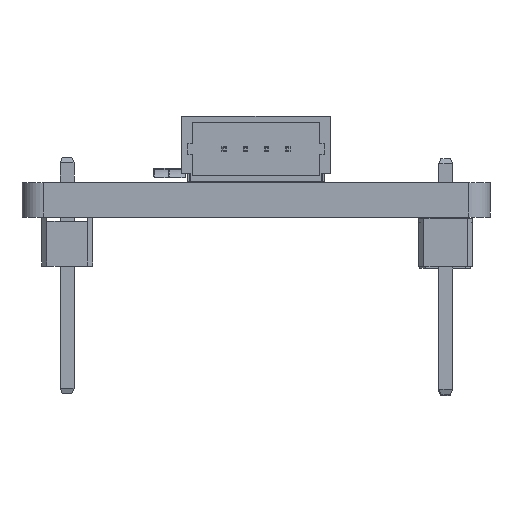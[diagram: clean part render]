
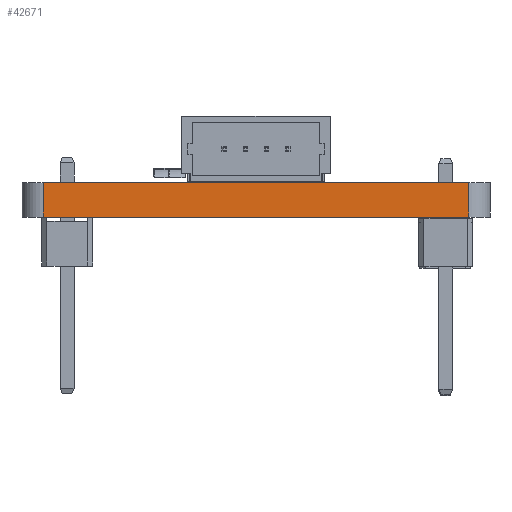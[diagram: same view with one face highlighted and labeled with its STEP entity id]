
A CAD part, front view. The second image highlights one B-rep face of the part: STEP entity #42671.
In plain terms, the highlighted planar face has unit normal (0, -1, 0).
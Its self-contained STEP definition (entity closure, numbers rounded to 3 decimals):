
#42671 = ADVANCED_FACE('',(#42672),#42686,.T.);
#42672 = FACE_BOUND('',#42673,.T.);
#42673 = EDGE_LOOP('',(#42674,#42709,#42737,#42765));
#42674 = ORIENTED_EDGE('',*,*,#42675,.T.);
#42675 = EDGE_CURVE('',#42676,#42678,#42680,.T.);
#42676 = VERTEX_POINT('',#42677);
#42677 = CARTESIAN_POINT('',(21.,0.,0.));
#42678 = VERTEX_POINT('',#42679);
#42679 = CARTESIAN_POINT('',(21.,0.,1.6));
#42680 = SURFACE_CURVE('',#42681,(#42685,#42697),.PCURVE_S1.);
#42681 = LINE('',#42682,#42683);
#42682 = CARTESIAN_POINT('',(21.,0.,0.));
#42683 = VECTOR('',#42684,1.);
#42684 = DIRECTION('',(0.,0.,1.));
#42685 = PCURVE('',#42686,#42691);
#42686 = PLANE('',#42687);
#42687 = AXIS2_PLACEMENT_3D('',#42688,#42689,#42690);
#42688 = CARTESIAN_POINT('',(21.,0.,0.));
#42689 = DIRECTION('',(0.,-1.,0.));
#42690 = DIRECTION('',(-1.,0.,0.));
#42691 = DEFINITIONAL_REPRESENTATION('',(#42692),#42696);
#42692 = LINE('',#42693,#42694);
#42693 = CARTESIAN_POINT('',(0.,-0.));
#42694 = VECTOR('',#42695,1.);
#42695 = DIRECTION('',(0.,-1.));
#42696 = ( GEOMETRIC_REPRESENTATION_CONTEXT(2) 
PARAMETRIC_REPRESENTATION_CONTEXT() REPRESENTATION_CONTEXT('2D SPACE',''
  ) );
#42697 = PCURVE('',#42698,#42703);
#42698 = CYLINDRICAL_SURFACE('',#42699,1.);
#42699 = AXIS2_PLACEMENT_3D('',#42700,#42701,#42702);
#42700 = CARTESIAN_POINT('',(21.,1.,0.));
#42701 = DIRECTION('',(-0.,-0.,-1.));
#42702 = DIRECTION('',(1.,0.,-0.));
#42703 = DEFINITIONAL_REPRESENTATION('',(#42704),#42708);
#42704 = LINE('',#42705,#42706);
#42705 = CARTESIAN_POINT('',(-4.712,0.));
#42706 = VECTOR('',#42707,1.);
#42707 = DIRECTION('',(-0.,-1.));
#42708 = ( GEOMETRIC_REPRESENTATION_CONTEXT(2) 
PARAMETRIC_REPRESENTATION_CONTEXT() REPRESENTATION_CONTEXT('2D SPACE',''
  ) );
#42709 = ORIENTED_EDGE('',*,*,#42710,.T.);
#42710 = EDGE_CURVE('',#42678,#42711,#42713,.T.);
#42711 = VERTEX_POINT('',#42712);
#42712 = CARTESIAN_POINT('',(1.,0.,1.6));
#42713 = SURFACE_CURVE('',#42714,(#42718,#42725),.PCURVE_S1.);
#42714 = LINE('',#42715,#42716);
#42715 = CARTESIAN_POINT('',(21.,0.,1.6));
#42716 = VECTOR('',#42717,1.);
#42717 = DIRECTION('',(-1.,-0.,0.));
#42718 = PCURVE('',#42686,#42719);
#42719 = DEFINITIONAL_REPRESENTATION('',(#42720),#42724);
#42720 = LINE('',#42721,#42722);
#42721 = CARTESIAN_POINT('',(0.,-1.6));
#42722 = VECTOR('',#42723,1.);
#42723 = DIRECTION('',(1.,0.));
#42724 = ( GEOMETRIC_REPRESENTATION_CONTEXT(2) 
PARAMETRIC_REPRESENTATION_CONTEXT() REPRESENTATION_CONTEXT('2D SPACE',''
  ) );
#42725 = PCURVE('',#42726,#42731);
#42726 = PLANE('',#42727);
#42727 = AXIS2_PLACEMENT_3D('',#42728,#42729,#42730);
#42728 = CARTESIAN_POINT('',(11.,11.,1.6));
#42729 = DIRECTION('',(-0.,-0.,-1.));
#42730 = DIRECTION('',(-1.,0.,0.));
#42731 = DEFINITIONAL_REPRESENTATION('',(#42732),#42736);
#42732 = LINE('',#42733,#42734);
#42733 = CARTESIAN_POINT('',(-10.,-11.));
#42734 = VECTOR('',#42735,1.);
#42735 = DIRECTION('',(1.,0.));
#42736 = ( GEOMETRIC_REPRESENTATION_CONTEXT(2) 
PARAMETRIC_REPRESENTATION_CONTEXT() REPRESENTATION_CONTEXT('2D SPACE',''
  ) );
#42737 = ORIENTED_EDGE('',*,*,#42738,.F.);
#42738 = EDGE_CURVE('',#42739,#42711,#42741,.T.);
#42739 = VERTEX_POINT('',#42740);
#42740 = CARTESIAN_POINT('',(1.,-0.,0.));
#42741 = SURFACE_CURVE('',#42742,(#42746,#42753),.PCURVE_S1.);
#42742 = LINE('',#42743,#42744);
#42743 = CARTESIAN_POINT('',(1.,-0.,0.));
#42744 = VECTOR('',#42745,1.);
#42745 = DIRECTION('',(0.,0.,1.));
#42746 = PCURVE('',#42686,#42747);
#42747 = DEFINITIONAL_REPRESENTATION('',(#42748),#42752);
#42748 = LINE('',#42749,#42750);
#42749 = CARTESIAN_POINT('',(20.,0.));
#42750 = VECTOR('',#42751,1.);
#42751 = DIRECTION('',(0.,-1.));
#42752 = ( GEOMETRIC_REPRESENTATION_CONTEXT(2) 
PARAMETRIC_REPRESENTATION_CONTEXT() REPRESENTATION_CONTEXT('2D SPACE',''
  ) );
#42753 = PCURVE('',#42754,#42759);
#42754 = CYLINDRICAL_SURFACE('',#42755,1.);
#42755 = AXIS2_PLACEMENT_3D('',#42756,#42757,#42758);
#42756 = CARTESIAN_POINT('',(1.,1.,0.));
#42757 = DIRECTION('',(-0.,-0.,-1.));
#42758 = DIRECTION('',(1.,0.,-0.));
#42759 = DEFINITIONAL_REPRESENTATION('',(#42760),#42764);
#42760 = LINE('',#42761,#42762);
#42761 = CARTESIAN_POINT('',(-4.712,0.));
#42762 = VECTOR('',#42763,1.);
#42763 = DIRECTION('',(-0.,-1.));
#42764 = ( GEOMETRIC_REPRESENTATION_CONTEXT(2) 
PARAMETRIC_REPRESENTATION_CONTEXT() REPRESENTATION_CONTEXT('2D SPACE',''
  ) );
#42765 = ORIENTED_EDGE('',*,*,#42766,.F.);
#42766 = EDGE_CURVE('',#42676,#42739,#42767,.T.);
#42767 = SURFACE_CURVE('',#42768,(#42772,#42779),.PCURVE_S1.);
#42768 = LINE('',#42769,#42770);
#42769 = CARTESIAN_POINT('',(21.,0.,0.));
#42770 = VECTOR('',#42771,1.);
#42771 = DIRECTION('',(-1.,-0.,0.));
#42772 = PCURVE('',#42686,#42773);
#42773 = DEFINITIONAL_REPRESENTATION('',(#42774),#42778);
#42774 = LINE('',#42775,#42776);
#42775 = CARTESIAN_POINT('',(0.,-0.));
#42776 = VECTOR('',#42777,1.);
#42777 = DIRECTION('',(1.,0.));
#42778 = ( GEOMETRIC_REPRESENTATION_CONTEXT(2) 
PARAMETRIC_REPRESENTATION_CONTEXT() REPRESENTATION_CONTEXT('2D SPACE',''
  ) );
#42779 = PCURVE('',#42780,#42785);
#42780 = PLANE('',#42781);
#42781 = AXIS2_PLACEMENT_3D('',#42782,#42783,#42784);
#42782 = CARTESIAN_POINT('',(11.,11.,0.));
#42783 = DIRECTION('',(-0.,-0.,-1.));
#42784 = DIRECTION('',(-1.,0.,0.));
#42785 = DEFINITIONAL_REPRESENTATION('',(#42786),#42790);
#42786 = LINE('',#42787,#42788);
#42787 = CARTESIAN_POINT('',(-10.,-11.));
#42788 = VECTOR('',#42789,1.);
#42789 = DIRECTION('',(1.,0.));
#42790 = ( GEOMETRIC_REPRESENTATION_CONTEXT(2) 
PARAMETRIC_REPRESENTATION_CONTEXT() REPRESENTATION_CONTEXT('2D SPACE',''
  ) );
